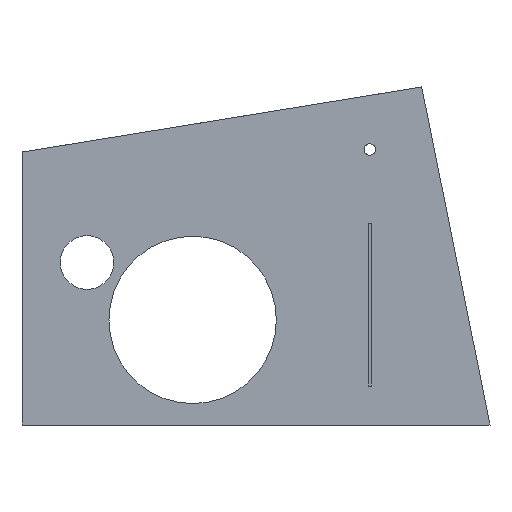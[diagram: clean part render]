
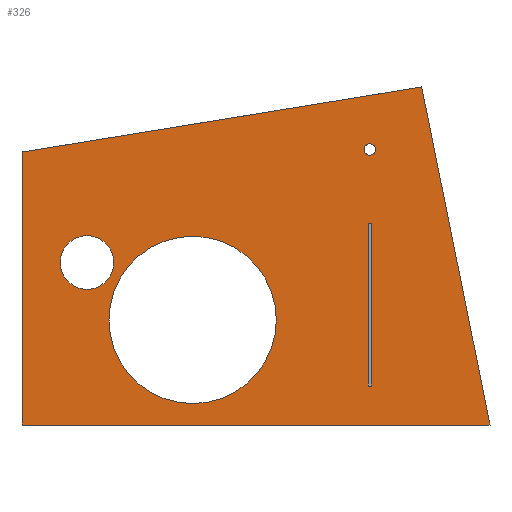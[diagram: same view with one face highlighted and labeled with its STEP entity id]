
A CAD part, front view. The second image highlights one B-rep face of the part: STEP entity #326.
In plain terms, the highlighted planar face has unit normal (0, -1, 0).
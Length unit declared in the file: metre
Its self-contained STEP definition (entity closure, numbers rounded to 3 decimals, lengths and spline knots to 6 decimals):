
#326 = ADVANCED_FACE( '', ( #445, #446, #447, #448, #449 ), #450, .T. );
#445 = FACE_BOUND( '', #653, .T. );
#446 = FACE_BOUND( '', #654, .T. );
#447 = FACE_BOUND( '', #655, .T. );
#448 = FACE_OUTER_BOUND( '', #656, .T. );
#449 = FACE_BOUND( '', #657, .T. );
#450 = PLANE( '', #658 );
#653 = EDGE_LOOP( '', ( #963 ) );
#654 = EDGE_LOOP( '', ( #964 ) );
#655 = EDGE_LOOP( '', ( #965 ) );
#656 = EDGE_LOOP( '', ( #966, #967, #968, #969 ) );
#657 = EDGE_LOOP( '', ( #970, #971, #972, #973 ) );
#658 = AXIS2_PLACEMENT_3D( '', #974, #975, #976 );
#963 = ORIENTED_EDGE( '', *, *, #1549, .F. );
#964 = ORIENTED_EDGE( '', *, *, #1550, .F. );
#965 = ORIENTED_EDGE( '', *, *, #1551, .F. );
#966 = ORIENTED_EDGE( '', *, *, #1552, .F. );
#967 = ORIENTED_EDGE( '', *, *, #1553, .F. );
#968 = ORIENTED_EDGE( '', *, *, #1554, .F. );
#969 = ORIENTED_EDGE( '', *, *, #1537, .T. );
#970 = ORIENTED_EDGE( '', *, *, #1555, .T. );
#971 = ORIENTED_EDGE( '', *, *, #1556, .T. );
#972 = ORIENTED_EDGE( '', *, *, #1557, .T. );
#973 = ORIENTED_EDGE( '', *, *, #1558, .T. );
#974 = CARTESIAN_POINT( '', ( 0.144, -0.012, 0.104 ) );
#975 = DIRECTION( '', ( 0., -1., 0. ) );
#976 = DIRECTION( '', ( 1., 0., 0. ) );
#1537 = EDGE_CURVE( '', #1766, #1764, #1767, .T. );
#1549 = EDGE_CURVE( '', #1788, #1788, #1789, .T. );
#1550 = EDGE_CURVE( '', #1790, #1790, #1791, .T. );
#1551 = EDGE_CURVE( '', #1792, #1792, #1793, .T. );
#1552 = EDGE_CURVE( '', #1794, #1764, #1795, .T. );
#1553 = EDGE_CURVE( '', #1796, #1794, #1797, .T. );
#1554 = EDGE_CURVE( '', #1766, #1796, #1798, .T. );
#1555 = EDGE_CURVE( '', #1799, #1800, #1801, .T. );
#1556 = EDGE_CURVE( '', #1800, #1802, #1803, .T. );
#1557 = EDGE_CURVE( '', #1802, #1804, #1805, .T. );
#1558 = EDGE_CURVE( '', #1804, #1799, #1806, .T. );
#1764 = VERTEX_POINT( '', #2141 );
#1766 = VERTEX_POINT( '', #2144 );
#1767 = LINE( '', #2145, #2146 );
#1788 = VERTEX_POINT( '', #2175 );
#1789 = CIRCLE( '', #2176, 0.0035 );
#1790 = VERTEX_POINT( '', #2177 );
#1791 = CIRCLE( '', #2178, 0.0165 );
#1792 = VERTEX_POINT( '', #2179 );
#1793 = CIRCLE( '', #2180, 0.0515 );
#1794 = VERTEX_POINT( '', #2181 );
#1795 = LINE( '', #2182, #2183 );
#1796 = VERTEX_POINT( '', #2184 );
#1797 = LINE( '', #2185, #2186 );
#1798 = LINE( '', #2187, #2188 );
#1799 = VERTEX_POINT( '', #2189 );
#1800 = VERTEX_POINT( '', #2190 );
#1801 = LINE( '', #2191, #2192 );
#1802 = VERTEX_POINT( '', #2193 );
#1803 = LINE( '', #2194, #2195 );
#1804 = VERTEX_POINT( '', #2196 );
#1805 = LINE( '', #2197, #2198 );
#1806 = LINE( '', #2199, #2200 );
#2141 = CARTESIAN_POINT( '', ( 0.288, -0.012, 0. ) );
#2144 = CARTESIAN_POINT( '', ( 0., -0.012, 0. ) );
#2145 = CARTESIAN_POINT( '', ( 0.155691, -0.012, 0. ) );
#2146 = VECTOR( '', #2611, 1. );
#2175 = CARTESIAN_POINT( '', ( 0.2175, -0.012, 0.1696 ) );
#2176 = AXIS2_PLACEMENT_3D( '', #2629, #2630, #2631 );
#2177 = CARTESIAN_POINT( '', ( 0.0565, -0.012, 0.1 ) );
#2178 = AXIS2_PLACEMENT_3D( '', #2632, #2633, #2634 );
#2179 = CARTESIAN_POINT( '', ( 0.1565, -0.012, 0.064663 ) );
#2180 = AXIS2_PLACEMENT_3D( '', #2635, #2636, #2637 );
#2181 = CARTESIAN_POINT( '', ( 0.246, -0.012, 0.208 ) );
#2182 = CARTESIAN_POINT( '', ( 0.265151, -0.012, 0.113159 ) );
#2183 = VECTOR( '', #2638, 1. );
#2184 = CARTESIAN_POINT( '', ( 0., -0.012, 0.168 ) );
#2185 = CARTESIAN_POINT( '', ( 0.12681, -0.012, 0.18862 ) );
#2186 = VECTOR( '', #2639, 1. );
#2187 = CARTESIAN_POINT( '', ( 0., -0.012, 0.078 ) );
#2188 = VECTOR( '', #2640, 1. );
#2189 = CARTESIAN_POINT( '', ( 0.213, -0.012, 0.124 ) );
#2190 = CARTESIAN_POINT( '', ( 0.215, -0.012, 0.124 ) );
#2191 = CARTESIAN_POINT( '', ( 0.247557, -0.012, 0.124 ) );
#2192 = VECTOR( '', #2641, 1. );
#2193 = CARTESIAN_POINT( '', ( 0.215, -0.012, 0.024 ) );
#2194 = CARTESIAN_POINT( '', ( 0.215, -0.012, 0.105901 ) );
#2195 = VECTOR( '', #2642, 1. );
#2196 = CARTESIAN_POINT( '', ( 0.213, -0.012, 0.024 ) );
#2197 = CARTESIAN_POINT( '', ( 0.244184, -0.012, 0.024 ) );
#2198 = VECTOR( '', #2643, 1. );
#2199 = CARTESIAN_POINT( '', ( 0.213, -0.012, 0.057543 ) );
#2200 = VECTOR( '', #2644, 1. );
#2611 = DIRECTION( '', ( 1., 0., 0. ) );
#2629 = CARTESIAN_POINT( '', ( 0.214, -0.012, 0.1696 ) );
#2630 = DIRECTION( '', ( 0., -1., 0. ) );
#2631 = DIRECTION( '', ( 1., 0., 0. ) );
#2632 = CARTESIAN_POINT( '', ( 0.04, -0.012, 0.1 ) );
#2633 = DIRECTION( '', ( 0., -1., 0. ) );
#2634 = DIRECTION( '', ( 1., 0., 0. ) );
#2635 = CARTESIAN_POINT( '', ( 0.105, -0.012, 0.064663 ) );
#2636 = DIRECTION( '', ( 0., -1., 0. ) );
#2637 = DIRECTION( '', ( 1., 0., 0. ) );
#2638 = DIRECTION( '', ( 0.198, 0., -0.98 ) );
#2639 = DIRECTION( '', ( 0.987, 0., 0.16 ) );
#2640 = DIRECTION( '', ( 0., 0., 1. ) );
#2641 = DIRECTION( '', ( 1., 0., 0. ) );
#2642 = DIRECTION( '', ( 0., 0., -1. ) );
#2643 = DIRECTION( '', ( -1., 0., 0. ) );
#2644 = DIRECTION( '', ( 0., 0., 1. ) );
